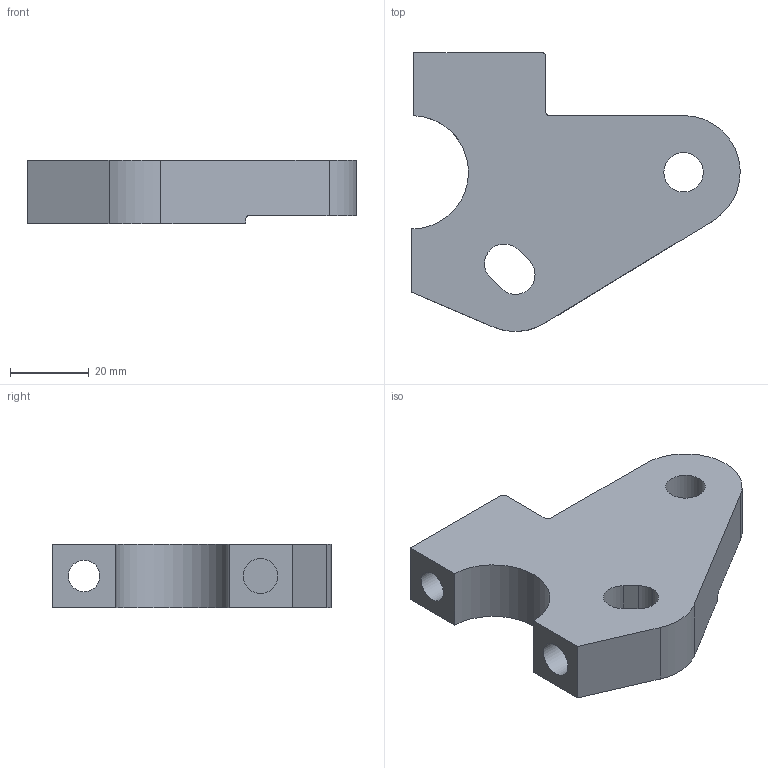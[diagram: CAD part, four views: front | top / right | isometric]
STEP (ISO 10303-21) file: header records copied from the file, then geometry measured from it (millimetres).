
FILE_DESCRIPTION(('FreeCAD Model'),'2;1');
FILE_NAME('PatteDroite.step' ,'2020-04-13T16:05:15',('Author'),(''), 'Open CASCADE STEP processor 7.2','FreeCAD','Unknown');
FILE_SCHEMA(('AUTOMOTIVE_DESIGN { 1 0 10303 214 1 1 1 1 }'));
Length unit declared in the file: millimetre
Products named in the file (1): Patte_Droite
Bounding box: 83.4 x 70.78 x 16 mm (x, y, z)
Volume: 51478.3 mm3; surface area: 13981.2 mm2
Topology: 1 solids, 1 shells, 28 faces, 72 edges, 48 vertices
Faces by surface type: plane 15, cylinder 13
Full cylindrical faces by diameter (mm): 8 x1, 8.8 x1, 10 x1, 13.2 x1
Entity records: 1885 total; most frequent: CARTESIAN_POINT 393, DIRECTION 284, LINE 162, VECTOR 162, ORIENTED_EDGE 144, PCURVE 144, DEFINITIONAL_REPRESENTATION 144, EDGE_CURVE 72
